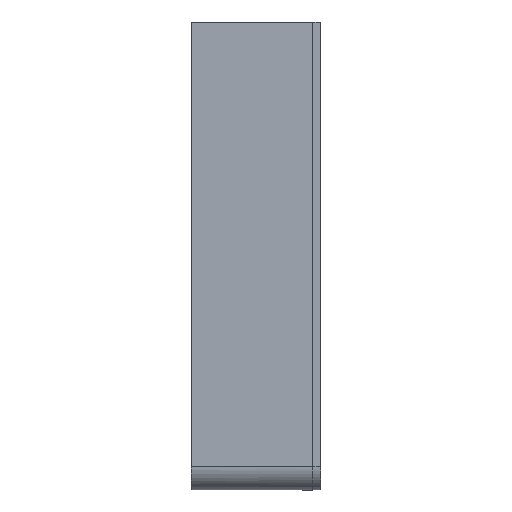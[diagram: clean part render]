
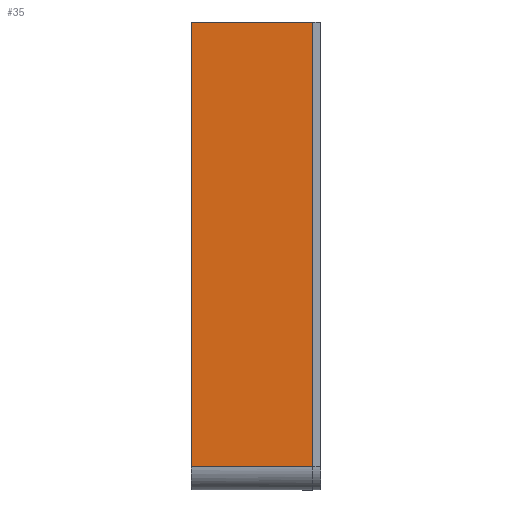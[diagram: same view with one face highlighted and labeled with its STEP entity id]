
A CAD part, left-side view. The second image highlights one B-rep face of the part: STEP entity #35.
In plain terms, the highlighted free-form (B-spline) face has degree [2, 1] with [3, 2] control points.
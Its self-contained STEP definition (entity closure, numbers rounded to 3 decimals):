
#35=ADVANCED_FACE('',(#131),#1186,.T.);
#131=FACE_OUTER_BOUND('',#221,.T.);
#221=EDGE_LOOP('',(#370,#371,#372,#373));
#370=ORIENTED_EDGE('',*,*,#710,.T.);
#371=ORIENTED_EDGE('',*,*,#711,.T.);
#372=ORIENTED_EDGE('',*,*,#712,.T.);
#373=ORIENTED_EDGE('',*,*,#708,.F.);
#708=EDGE_CURVE('',#1083,#1084,#888,.T.);
#710=EDGE_CURVE('',#1083,#1085,#890,.T.);
#711=EDGE_CURVE('',#1085,#1086,#891,.T.);
#712=EDGE_CURVE('',#1086,#1084,#892,.T.);
#888=(
BOUNDED_CURVE()
B_SPLINE_CURVE(1,(#1730,#1731),.UNSPECIFIED.,.F.,.F.)
B_SPLINE_CURVE_WITH_KNOTS((2,2),(0.,15.55),.UNSPECIFIED.)
CURVE()
GEOMETRIC_REPRESENTATION_ITEM()
RATIONAL_B_SPLINE_CURVE((1.,1.))
REPRESENTATION_ITEM('')
);
#890=(
BOUNDED_CURVE()
B_SPLINE_CURVE(2,(#1735,#1736,#1737),.UNSPECIFIED.,.F.,.F.)
B_SPLINE_CURVE_WITH_KNOTS((3,3),(-110.338,-53.312),
 .UNSPECIFIED.)
CURVE()
GEOMETRIC_REPRESENTATION_ITEM()
RATIONAL_B_SPLINE_CURVE((1.,1.,1.))
REPRESENTATION_ITEM('')
);
#891=(
BOUNDED_CURVE()
B_SPLINE_CURVE(1,(#1738,#1739),.UNSPECIFIED.,.F.,.F.)
B_SPLINE_CURVE_WITH_KNOTS((2,2),(0.,15.55),.UNSPECIFIED.)
CURVE()
GEOMETRIC_REPRESENTATION_ITEM()
RATIONAL_B_SPLINE_CURVE((1.,1.))
REPRESENTATION_ITEM('')
);
#892=(
BOUNDED_CURVE()
B_SPLINE_CURVE(2,(#1740,#1741,#1742),.UNSPECIFIED.,.F.,.F.)
B_SPLINE_CURVE_WITH_KNOTS((3,3),(53.312,110.338),
 .UNSPECIFIED.)
CURVE()
GEOMETRIC_REPRESENTATION_ITEM()
RATIONAL_B_SPLINE_CURVE((1.,1.,1.))
REPRESENTATION_ITEM('')
);
#1083=VERTEX_POINT('',#1588);
#1084=VERTEX_POINT('',#1589);
#1085=VERTEX_POINT('',#1590);
#1086=VERTEX_POINT('',#1591);
#1186=(
BOUNDED_SURFACE()
B_SPLINE_SURFACE(2,1,((#1372,#1373),(#1374,#1375),(#1376,#1377)),
 .UNSPECIFIED.,.F.,.F.,.F.)
B_SPLINE_SURFACE_WITH_KNOTS((3,3),(2,2),(-110.338,-53.312),
(0.,15.55),.UNSPECIFIED.)
GEOMETRIC_REPRESENTATION_ITEM()
RATIONAL_B_SPLINE_SURFACE(((1.,1.),(1.,1.),(1.,1.)))
REPRESENTATION_ITEM('')
SURFACE()
);
#1372=CARTESIAN_POINT('',(62.4,322.55,57.509));
#1373=CARTESIAN_POINT('',(62.4,307.,57.509));
#1374=CARTESIAN_POINT('',(62.4,322.55,28.996));
#1375=CARTESIAN_POINT('',(62.4,307.,28.996));
#1376=CARTESIAN_POINT('',(62.4,322.55,0.483));
#1377=CARTESIAN_POINT('',(62.4,307.,0.483));
#1588=CARTESIAN_POINT('',(62.4,322.55,57.509));
#1589=CARTESIAN_POINT('',(62.4,307.,57.509));
#1590=CARTESIAN_POINT('',(62.4,322.55,0.483));
#1591=CARTESIAN_POINT('',(62.4,307.,0.483));
#1730=CARTESIAN_POINT('',(62.4,322.55,57.509));
#1731=CARTESIAN_POINT('',(62.4,307.,57.509));
#1735=CARTESIAN_POINT('',(62.4,322.55,57.509));
#1736=CARTESIAN_POINT('',(62.4,322.55,28.996));
#1737=CARTESIAN_POINT('',(62.4,322.55,0.483));
#1738=CARTESIAN_POINT('',(62.4,322.55,0.483));
#1739=CARTESIAN_POINT('',(62.4,307.,0.483));
#1740=CARTESIAN_POINT('',(62.4,307.,0.483));
#1741=CARTESIAN_POINT('',(62.4,307.,28.996));
#1742=CARTESIAN_POINT('',(62.4,307.,57.509));
